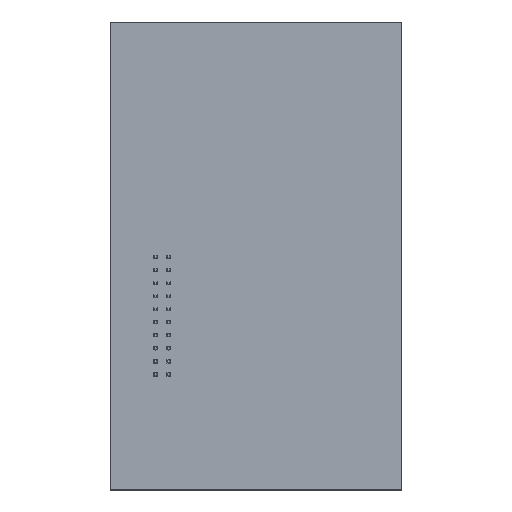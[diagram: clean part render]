
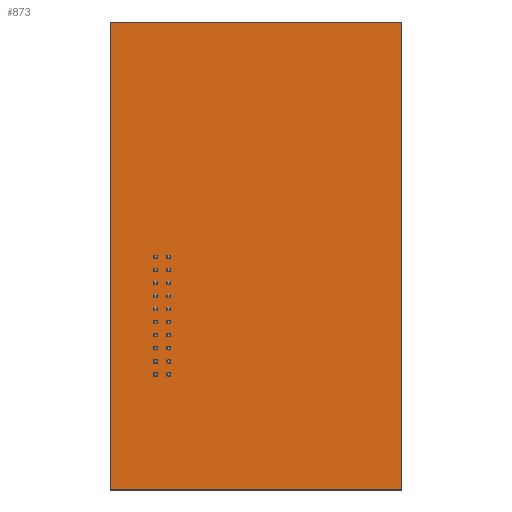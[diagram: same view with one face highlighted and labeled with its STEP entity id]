
A CAD part, top view. The second image highlights one B-rep face of the part: STEP entity #873.
In plain terms, the highlighted planar face has unit normal (0, 0, 1).
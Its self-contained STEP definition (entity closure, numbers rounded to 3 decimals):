
#24 = VERTEX_POINT('',#25);
#25 = CARTESIAN_POINT('',(0.,0.,0.));
#31 = EDGE_CURVE('',#24,#32,#34,.T.);
#32 = VERTEX_POINT('',#33);
#33 = CARTESIAN_POINT('',(0.,90.805,0.));
#34 = LINE('',#35,#36);
#35 = CARTESIAN_POINT('',(0.,0.,0.));
#36 = VECTOR('',#37,1.);
#37 = DIRECTION('',(0.,1.,0.));
#62 = EDGE_CURVE('',#32,#63,#65,.T.);
#63 = VERTEX_POINT('',#64);
#64 = CARTESIAN_POINT('',(56.515,90.805,0.));
#65 = LINE('',#66,#67);
#66 = CARTESIAN_POINT('',(0.,90.805,0.));
#67 = VECTOR('',#68,1.);
#68 = DIRECTION('',(1.,0.,0.));
#93 = EDGE_CURVE('',#63,#94,#96,.T.);
#94 = VERTEX_POINT('',#95);
#95 = CARTESIAN_POINT('',(56.515,0.,0.));
#96 = LINE('',#97,#98);
#97 = CARTESIAN_POINT('',(56.515,90.805,0.));
#98 = VECTOR('',#99,1.);
#99 = DIRECTION('',(0.,-1.,0.));
#124 = EDGE_CURVE('',#94,#24,#125,.T.);
#125 = LINE('',#126,#127);
#126 = CARTESIAN_POINT('',(56.515,0.,0.));
#127 = VECTOR('',#128,1.);
#128 = DIRECTION('',(-1.,0.,0.));
#148 = VERTEX_POINT('',#149);
#149 = CARTESIAN_POINT('',(9.083,30.023,0.));
#155 = EDGE_CURVE('',#148,#148,#156,.T.);
#156 = CIRCLE('',#157,0.32);
#157 = AXIS2_PLACEMENT_3D('',#158,#159,#160);
#158 = CARTESIAN_POINT('',(8.763,30.023,0.));
#159 = DIRECTION('',(0.,0.,1.));
#160 = DIRECTION('',(1.,0.,0.));
#181 = VERTEX_POINT('',#182);
#182 = CARTESIAN_POINT('',(9.083,32.563,0.));
#188 = EDGE_CURVE('',#181,#181,#189,.T.);
#189 = CIRCLE('',#190,0.32);
#190 = AXIS2_PLACEMENT_3D('',#191,#192,#193);
#191 = CARTESIAN_POINT('',(8.763,32.563,0.));
#192 = DIRECTION('',(0.,0.,1.));
#193 = DIRECTION('',(1.,0.,0.));
#214 = VERTEX_POINT('',#215);
#215 = CARTESIAN_POINT('',(9.083,22.403,0.));
#221 = EDGE_CURVE('',#214,#214,#222,.T.);
#222 = CIRCLE('',#223,0.32);
#223 = AXIS2_PLACEMENT_3D('',#224,#225,#226);
#224 = CARTESIAN_POINT('',(8.763,22.403,0.));
#225 = DIRECTION('',(0.,0.,1.));
#226 = DIRECTION('',(1.,0.,0.));
#247 = VERTEX_POINT('',#248);
#248 = CARTESIAN_POINT('',(9.083,27.483,0.));
#254 = EDGE_CURVE('',#247,#247,#255,.T.);
#255 = CIRCLE('',#256,0.32);
#256 = AXIS2_PLACEMENT_3D('',#257,#258,#259);
#257 = CARTESIAN_POINT('',(8.763,27.483,0.));
#258 = DIRECTION('',(0.,0.,1.));
#259 = DIRECTION('',(1.,0.,0.));
#280 = VERTEX_POINT('',#281);
#281 = CARTESIAN_POINT('',(9.083,24.943,0.));
#287 = EDGE_CURVE('',#280,#280,#288,.T.);
#288 = CIRCLE('',#289,0.32);
#289 = AXIS2_PLACEMENT_3D('',#290,#291,#292);
#290 = CARTESIAN_POINT('',(8.763,24.943,0.));
#291 = DIRECTION('',(0.,0.,1.));
#292 = DIRECTION('',(1.,0.,0.));
#313 = VERTEX_POINT('',#314);
#314 = CARTESIAN_POINT('',(9.083,42.723,0.));
#320 = EDGE_CURVE('',#313,#313,#321,.T.);
#321 = CIRCLE('',#322,0.32);
#322 = AXIS2_PLACEMENT_3D('',#323,#324,#325);
#323 = CARTESIAN_POINT('',(8.763,42.723,0.));
#324 = DIRECTION('',(0.,0.,1.));
#325 = DIRECTION('',(1.,0.,0.));
#346 = VERTEX_POINT('',#347);
#347 = CARTESIAN_POINT('',(9.083,45.263,0.));
#353 = EDGE_CURVE('',#346,#346,#354,.T.);
#354 = CIRCLE('',#355,0.32);
#355 = AXIS2_PLACEMENT_3D('',#356,#357,#358);
#356 = CARTESIAN_POINT('',(8.763,45.263,0.));
#357 = DIRECTION('',(0.,0.,1.));
#358 = DIRECTION('',(1.,0.,0.));
#379 = VERTEX_POINT('',#380);
#380 = CARTESIAN_POINT('',(9.083,35.103,0.));
#386 = EDGE_CURVE('',#379,#379,#387,.T.);
#387 = CIRCLE('',#388,0.32);
#388 = AXIS2_PLACEMENT_3D('',#389,#390,#391);
#389 = CARTESIAN_POINT('',(8.763,35.103,0.));
#390 = DIRECTION('',(0.,0.,1.));
#391 = DIRECTION('',(1.,0.,0.));
#412 = VERTEX_POINT('',#413);
#413 = CARTESIAN_POINT('',(9.083,40.183,0.));
#419 = EDGE_CURVE('',#412,#412,#420,.T.);
#420 = CIRCLE('',#421,0.32);
#421 = AXIS2_PLACEMENT_3D('',#422,#423,#424);
#422 = CARTESIAN_POINT('',(8.763,40.183,0.));
#423 = DIRECTION('',(0.,0.,1.));
#424 = DIRECTION('',(1.,0.,0.));
#445 = VERTEX_POINT('',#446);
#446 = CARTESIAN_POINT('',(9.083,37.643,0.));
#452 = EDGE_CURVE('',#445,#445,#453,.T.);
#453 = CIRCLE('',#454,0.32);
#454 = AXIS2_PLACEMENT_3D('',#455,#456,#457);
#455 = CARTESIAN_POINT('',(8.763,37.643,0.));
#456 = DIRECTION('',(0.,0.,1.));
#457 = DIRECTION('',(1.,0.,0.));
#478 = VERTEX_POINT('',#479);
#479 = CARTESIAN_POINT('',(11.623,30.023,0.));
#485 = EDGE_CURVE('',#478,#478,#486,.T.);
#486 = CIRCLE('',#487,0.32);
#487 = AXIS2_PLACEMENT_3D('',#488,#489,#490);
#488 = CARTESIAN_POINT('',(11.303,30.023,0.));
#489 = DIRECTION('',(0.,0.,1.));
#490 = DIRECTION('',(1.,0.,0.));
#511 = VERTEX_POINT('',#512);
#512 = CARTESIAN_POINT('',(11.623,32.563,0.));
#518 = EDGE_CURVE('',#511,#511,#519,.T.);
#519 = CIRCLE('',#520,0.32);
#520 = AXIS2_PLACEMENT_3D('',#521,#522,#523);
#521 = CARTESIAN_POINT('',(11.303,32.563,0.));
#522 = DIRECTION('',(0.,0.,1.));
#523 = DIRECTION('',(1.,0.,0.));
#544 = VERTEX_POINT('',#545);
#545 = CARTESIAN_POINT('',(11.623,22.403,0.));
#551 = EDGE_CURVE('',#544,#544,#552,.T.);
#552 = CIRCLE('',#553,0.32);
#553 = AXIS2_PLACEMENT_3D('',#554,#555,#556);
#554 = CARTESIAN_POINT('',(11.303,22.403,0.));
#555 = DIRECTION('',(0.,0.,1.));
#556 = DIRECTION('',(1.,0.,0.));
#577 = VERTEX_POINT('',#578);
#578 = CARTESIAN_POINT('',(11.623,27.483,0.));
#584 = EDGE_CURVE('',#577,#577,#585,.T.);
#585 = CIRCLE('',#586,0.32);
#586 = AXIS2_PLACEMENT_3D('',#587,#588,#589);
#587 = CARTESIAN_POINT('',(11.303,27.483,0.));
#588 = DIRECTION('',(0.,0.,1.));
#589 = DIRECTION('',(1.,0.,0.));
#610 = VERTEX_POINT('',#611);
#611 = CARTESIAN_POINT('',(11.623,24.943,0.));
#617 = EDGE_CURVE('',#610,#610,#618,.T.);
#618 = CIRCLE('',#619,0.32);
#619 = AXIS2_PLACEMENT_3D('',#620,#621,#622);
#620 = CARTESIAN_POINT('',(11.303,24.943,0.));
#621 = DIRECTION('',(0.,0.,1.));
#622 = DIRECTION('',(1.,0.,0.));
#643 = VERTEX_POINT('',#644);
#644 = CARTESIAN_POINT('',(11.623,42.723,0.));
#650 = EDGE_CURVE('',#643,#643,#651,.T.);
#651 = CIRCLE('',#652,0.32);
#652 = AXIS2_PLACEMENT_3D('',#653,#654,#655);
#653 = CARTESIAN_POINT('',(11.303,42.723,0.));
#654 = DIRECTION('',(0.,0.,1.));
#655 = DIRECTION('',(1.,0.,0.));
#676 = VERTEX_POINT('',#677);
#677 = CARTESIAN_POINT('',(11.623,45.263,0.));
#683 = EDGE_CURVE('',#676,#676,#684,.T.);
#684 = CIRCLE('',#685,0.32);
#685 = AXIS2_PLACEMENT_3D('',#686,#687,#688);
#686 = CARTESIAN_POINT('',(11.303,45.263,0.));
#687 = DIRECTION('',(0.,0.,1.));
#688 = DIRECTION('',(1.,0.,0.));
#709 = VERTEX_POINT('',#710);
#710 = CARTESIAN_POINT('',(11.623,35.103,0.));
#716 = EDGE_CURVE('',#709,#709,#717,.T.);
#717 = CIRCLE('',#718,0.32);
#718 = AXIS2_PLACEMENT_3D('',#719,#720,#721);
#719 = CARTESIAN_POINT('',(11.303,35.103,0.));
#720 = DIRECTION('',(0.,0.,1.));
#721 = DIRECTION('',(1.,0.,0.));
#742 = VERTEX_POINT('',#743);
#743 = CARTESIAN_POINT('',(11.623,40.183,0.));
#749 = EDGE_CURVE('',#742,#742,#750,.T.);
#750 = CIRCLE('',#751,0.32);
#751 = AXIS2_PLACEMENT_3D('',#752,#753,#754);
#752 = CARTESIAN_POINT('',(11.303,40.183,0.));
#753 = DIRECTION('',(0.,0.,1.));
#754 = DIRECTION('',(1.,0.,0.));
#775 = VERTEX_POINT('',#776);
#776 = CARTESIAN_POINT('',(11.623,37.643,0.));
#782 = EDGE_CURVE('',#775,#775,#783,.T.);
#783 = CIRCLE('',#784,0.32);
#784 = AXIS2_PLACEMENT_3D('',#785,#786,#787);
#785 = CARTESIAN_POINT('',(11.303,37.643,0.));
#786 = DIRECTION('',(0.,0.,1.));
#787 = DIRECTION('',(1.,0.,0.));
#873 = ADVANCED_FACE('',(#874,#880,#883,#886,#889,#892,#895,#898,#901,
    #904,#907,#910,#913,#916,#919,#922,#925,#928,#931,#934,#937),#940,
  .T.);
#874 = FACE_BOUND('',#875,.F.);
#875 = EDGE_LOOP('',(#876,#877,#878,#879));
#876 = ORIENTED_EDGE('',*,*,#31,.T.);
#877 = ORIENTED_EDGE('',*,*,#62,.T.);
#878 = ORIENTED_EDGE('',*,*,#93,.T.);
#879 = ORIENTED_EDGE('',*,*,#124,.T.);
#880 = FACE_BOUND('',#881,.T.);
#881 = EDGE_LOOP('',(#882));
#882 = ORIENTED_EDGE('',*,*,#155,.F.);
#883 = FACE_BOUND('',#884,.T.);
#884 = EDGE_LOOP('',(#885));
#885 = ORIENTED_EDGE('',*,*,#188,.F.);
#886 = FACE_BOUND('',#887,.T.);
#887 = EDGE_LOOP('',(#888));
#888 = ORIENTED_EDGE('',*,*,#221,.F.);
#889 = FACE_BOUND('',#890,.T.);
#890 = EDGE_LOOP('',(#891));
#891 = ORIENTED_EDGE('',*,*,#254,.F.);
#892 = FACE_BOUND('',#893,.T.);
#893 = EDGE_LOOP('',(#894));
#894 = ORIENTED_EDGE('',*,*,#287,.F.);
#895 = FACE_BOUND('',#896,.T.);
#896 = EDGE_LOOP('',(#897));
#897 = ORIENTED_EDGE('',*,*,#320,.F.);
#898 = FACE_BOUND('',#899,.T.);
#899 = EDGE_LOOP('',(#900));
#900 = ORIENTED_EDGE('',*,*,#353,.F.);
#901 = FACE_BOUND('',#902,.T.);
#902 = EDGE_LOOP('',(#903));
#903 = ORIENTED_EDGE('',*,*,#386,.F.);
#904 = FACE_BOUND('',#905,.T.);
#905 = EDGE_LOOP('',(#906));
#906 = ORIENTED_EDGE('',*,*,#419,.F.);
#907 = FACE_BOUND('',#908,.T.);
#908 = EDGE_LOOP('',(#909));
#909 = ORIENTED_EDGE('',*,*,#452,.F.);
#910 = FACE_BOUND('',#911,.T.);
#911 = EDGE_LOOP('',(#912));
#912 = ORIENTED_EDGE('',*,*,#485,.F.);
#913 = FACE_BOUND('',#914,.T.);
#914 = EDGE_LOOP('',(#915));
#915 = ORIENTED_EDGE('',*,*,#518,.F.);
#916 = FACE_BOUND('',#917,.T.);
#917 = EDGE_LOOP('',(#918));
#918 = ORIENTED_EDGE('',*,*,#551,.F.);
#919 = FACE_BOUND('',#920,.T.);
#920 = EDGE_LOOP('',(#921));
#921 = ORIENTED_EDGE('',*,*,#584,.F.);
#922 = FACE_BOUND('',#923,.T.);
#923 = EDGE_LOOP('',(#924));
#924 = ORIENTED_EDGE('',*,*,#617,.F.);
#925 = FACE_BOUND('',#926,.T.);
#926 = EDGE_LOOP('',(#927));
#927 = ORIENTED_EDGE('',*,*,#650,.F.);
#928 = FACE_BOUND('',#929,.T.);
#929 = EDGE_LOOP('',(#930));
#930 = ORIENTED_EDGE('',*,*,#683,.F.);
#931 = FACE_BOUND('',#932,.T.);
#932 = EDGE_LOOP('',(#933));
#933 = ORIENTED_EDGE('',*,*,#716,.F.);
#934 = FACE_BOUND('',#935,.T.);
#935 = EDGE_LOOP('',(#936));
#936 = ORIENTED_EDGE('',*,*,#749,.F.);
#937 = FACE_BOUND('',#938,.T.);
#938 = EDGE_LOOP('',(#939));
#939 = ORIENTED_EDGE('',*,*,#782,.F.);
#940 = PLANE('',#941);
#941 = AXIS2_PLACEMENT_3D('',#942,#943,#944);
#942 = CARTESIAN_POINT('',(0.,0.,0.));
#943 = DIRECTION('',(0.,0.,1.));
#944 = DIRECTION('',(1.,0.,0.));
